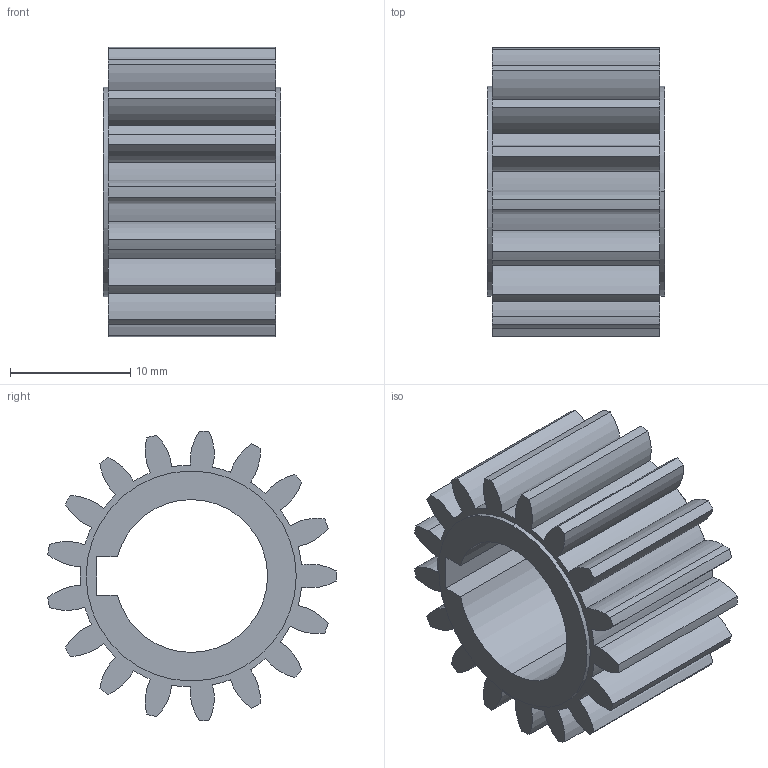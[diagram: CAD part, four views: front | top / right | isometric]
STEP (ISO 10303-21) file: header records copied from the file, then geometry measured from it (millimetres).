
FILE_DESCRIPTION (( 'STEP AP203' ), '1' );
FILE_NAME ('17.round500.AM.STEP', '2014-06-22T06:33:16', ( '' ), ( '' ), 'SwSTEP 2.0', 'SolidWorks 2013', '' );
FILE_SCHEMA (( 'CONFIG_CONTROL_DESIGN' ));
Length unit declared in the file: inch
Products named in the file (1): 17.round500.AM
Bounding box: 14.73 x 23.99 x 24.09 mm (x, y, z)
Volume: 3121.4 mm3; surface area: 3100.7 mm2
Topology: 1 solids, 1 shells, 85 faces, 243 edges, 162 vertices
Faces by surface type: cylinder 78, plane 7
Entity records: 2956 total; most frequent: DIRECTION 571, CARTESIAN_POINT 491, ORIENTED_EDGE 486, EDGE_CURVE 243, AXIS2_PLACEMENT_3D 242, VERTEX_POINT 162, CIRCLE 156, EDGE_LOOP 89
